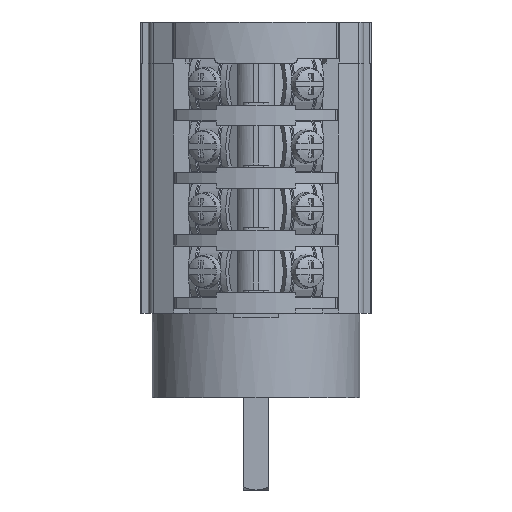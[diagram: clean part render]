
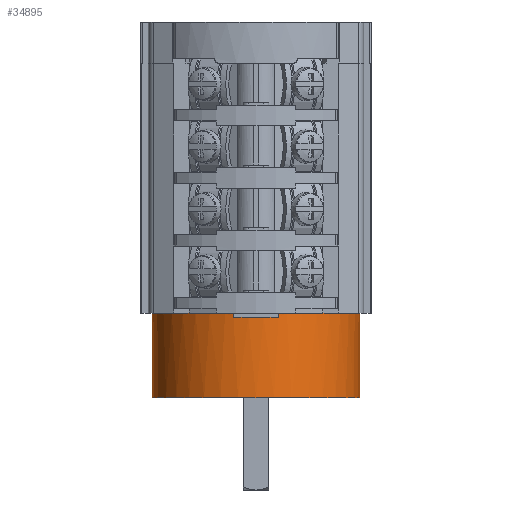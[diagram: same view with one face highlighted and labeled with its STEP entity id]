
A CAD part, front view. The second image highlights one B-rep face of the part: STEP entity #34895.
In plain terms, the highlighted cylindrical face has radius 20.25 mm (diameter 40.5 mm), a partial arc.
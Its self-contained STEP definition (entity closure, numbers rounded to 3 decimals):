
#3261=DIRECTION('',(0.,0.,1.));
#3262=VECTOR('',#3261,16.5);
#3263=CARTESIAN_POINT('',(20.25,0.,0.));
#3264=LINE('',#3263,#3262);
#3313=CARTESIAN_POINT('',(0.,0.,16.5));
#3314=DIRECTION('',(0.,0.,1.));
#3315=DIRECTION('',(-1.,0.,0.));
#3316=AXIS2_PLACEMENT_3D('',#3313,#3314,#3315);
#3318=CARTESIAN_POINT('',(0.,0.,16.5));
#3319=DIRECTION('',(0.,0.,1.));
#3320=DIRECTION('',(-0.298,-0.955,0.));
#3321=AXIS2_PLACEMENT_3D('',#3318,#3319,#3320);
#3323=DIRECTION('',(0.,0.,1.));
#3324=VECTOR('',#3323,0.8);
#3325=CARTESIAN_POINT('',(-4.4,-19.766,15.7));
#3326=LINE('',#3325,#3324);
#3327=CARTESIAN_POINT('',(0.,0.,15.7));
#3328=DIRECTION('',(0.,0.,1.));
#3329=DIRECTION('',(-0.217,-0.976,0.));
#3330=AXIS2_PLACEMENT_3D('',#3327,#3328,#3329);
#3332=DIRECTION('',(0.,0.,1.));
#3333=VECTOR('',#3332,0.8);
#3334=CARTESIAN_POINT('',(4.4,-19.766,15.7));
#3335=LINE('',#3334,#3333);
#3336=CARTESIAN_POINT('',(0.,0.,16.5));
#3337=DIRECTION('',(0.,0.,1.));
#3338=DIRECTION('',(0.217,-0.976,0.));
#3339=AXIS2_PLACEMENT_3D('',#3336,#3337,#3338);
#3341=CARTESIAN_POINT('',(0.,0.,16.5));
#3342=DIRECTION('',(0.,0.,1.));
#3343=DIRECTION('',(0.81,-0.586,0.));
#3344=AXIS2_PLACEMENT_3D('',#3341,#3342,#3343);
#3346=DIRECTION('',(0.,0.,1.));
#3347=VECTOR('',#3346,16.5);
#3348=CARTESIAN_POINT('',(-20.25,0.,0.));
#3349=LINE('',#3348,#3347);
#3374=CARTESIAN_POINT('',(0.,0.,16.5));
#3375=DIRECTION('',(0.,0.,1.));
#3376=DIRECTION('',(-0.81,-0.586,0.));
#3377=AXIS2_PLACEMENT_3D('',#3374,#3375,#3376);
#5895=CARTESIAN_POINT('',(0.,0.,16.5));
#5896=DIRECTION('',(0.,0.,1.));
#5897=DIRECTION('',(0.298,-0.955,0.));
#5898=AXIS2_PLACEMENT_3D('',#5895,#5896,#5897);
#12424=CARTESIAN_POINT('',(0.,0.,0.));
#12425=DIRECTION('',(0.,0.,1.));
#12426=DIRECTION('',(-1.,0.,0.));
#12427=AXIS2_PLACEMENT_3D('',#12424,#12425,#12426);
#25839=CARTESIAN_POINT('',(20.25,0.,0.));
#25840=CARTESIAN_POINT('',(-20.25,0.,0.));
#25841=VERTEX_POINT('',#25839);
#25842=VERTEX_POINT('',#25840);
#25847=CARTESIAN_POINT('',(-4.4,-19.766,15.7));
#25848=CARTESIAN_POINT('',(4.4,-19.766,15.7));
#25849=VERTEX_POINT('',#25847);
#25850=VERTEX_POINT('',#25848);
#26497=CARTESIAN_POINT('',(-16.412,-11.862,16.5));
#26499=VERTEX_POINT('',#26497);
#26502=CARTESIAN_POINT('',(16.412,-11.862,16.5));
#26504=VERTEX_POINT('',#26502);
#26534=CARTESIAN_POINT('',(6.027,-19.332,16.5));
#26536=VERTEX_POINT('',#26534);
#26537=CARTESIAN_POINT('',(-6.03,-19.331,16.5));
#26539=VERTEX_POINT('',#26537);
#26541=CARTESIAN_POINT('',(20.25,0.,16.5));
#26542=VERTEX_POINT('',#26541);
#26543=CARTESIAN_POINT('',(-20.25,0.,16.5));
#26544=VERTEX_POINT('',#26543);
#26545=CARTESIAN_POINT('',(-4.4,-19.766,16.5));
#26546=VERTEX_POINT('',#26545);
#26547=CARTESIAN_POINT('',(4.4,-19.766,16.5));
#26548=VERTEX_POINT('',#26547);
#34868=CARTESIAN_POINT('',(0.,0.,0.));
#34869=DIRECTION('',(0.,0.,1.));
#34870=DIRECTION('',(1.,0.,0.));
#34871=AXIS2_PLACEMENT_3D('',#34868,#34869,#34870);
#34872=CYLINDRICAL_SURFACE('',#34871,20.25);
#34873=ORIENTED_EDGE('',*,*,#34809,.T.);
#34875=ORIENTED_EDGE('',*,*,#34874,.T.);
#34877=ORIENTED_EDGE('',*,*,#34876,.T.);
#34879=ORIENTED_EDGE('',*,*,#34878,.F.);
#34881=ORIENTED_EDGE('',*,*,#34880,.T.);
#34883=ORIENTED_EDGE('',*,*,#34882,.T.);
#34885=ORIENTED_EDGE('',*,*,#34884,.T.);
#34887=ORIENTED_EDGE('',*,*,#34886,.T.);
#34888=ORIENTED_EDGE('',*,*,#34843,.T.);
#34889=ORIENTED_EDGE('',*,*,#34832,.F.);
#34891=ORIENTED_EDGE('',*,*,#34890,.F.);
#34892=ORIENTED_EDGE('',*,*,#34828,.T.);
#34893=EDGE_LOOP('',(#34873,#34875,#34877,#34879,#34881,#34883,#34885,#34887,
#34888,#34889,#34891,#34892));
#34894=FACE_OUTER_BOUND('',#34893,.F.);
#3317=CIRCLE('',#3316,20.25);
#3322=CIRCLE('',#3321,20.25);
#3331=CIRCLE('',#3330,20.25);
#3340=CIRCLE('',#3339,20.25);
#3345=CIRCLE('',#3344,20.25);
#3378=CIRCLE('',#3377,20.25);
#5899=CIRCLE('',#5898,20.25);
#12428=CIRCLE('',#12427,20.25);
#34809=EDGE_CURVE('',#26544,#26499,#3317,.T.);
#34828=EDGE_CURVE('',#25842,#26544,#3349,.T.);
#34832=EDGE_CURVE('',#25841,#26542,#3264,.T.);
#34843=EDGE_CURVE('',#26504,#26542,#3345,.T.);
#34874=EDGE_CURVE('',#26499,#26539,#3378,.T.);
#34876=EDGE_CURVE('',#26539,#26546,#3322,.T.);
#34878=EDGE_CURVE('',#25849,#26546,#3326,.T.);
#34880=EDGE_CURVE('',#25849,#25850,#3331,.T.);
#34882=EDGE_CURVE('',#25850,#26548,#3335,.T.);
#34884=EDGE_CURVE('',#26548,#26536,#3340,.T.);
#34886=EDGE_CURVE('',#26536,#26504,#5899,.T.);
#34890=EDGE_CURVE('',#25842,#25841,#12428,.T.);
#34895=ADVANCED_FACE('',(#34894),#34872,.T.);
